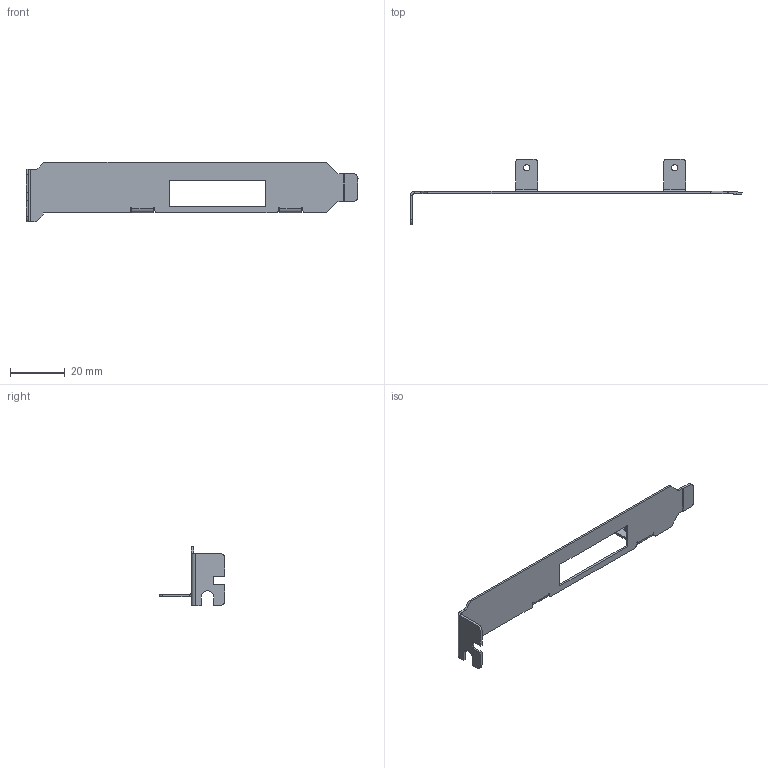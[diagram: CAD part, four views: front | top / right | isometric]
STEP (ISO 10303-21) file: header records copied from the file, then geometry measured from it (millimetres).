
FILE_DESCRIPTION(/* description */ (''),/* implementation_level */ '2;1');
FILE_NAME(/* name */ 'PCIexpress_Aux_bracket_full_adapter.step',/* time_stamp */ '2025-08-09T14:30:34-04:00',/* author */ ('Tony'),/* organization */ (''),/* preprocessor_version */ 'ST-DEVELOPER v19.2',/* originating_system */ 'Autodesk Inventor 2024',/* authorisation */ '');
FILE_SCHEMA (('AUTOMOTIVE_DESIGN { 1 0 10303 214 3 1 1 }'));
Length unit declared in the file: millimetre
Products named in the file (3): Assembly1; STD-PC-PCIe-BRACKET-LOW-ADAPTER; Default
Assembly tree (2 placements, depth 3):
  Assembly1
    STD-PC-PCIe-BRACKET-LOW-ADAPTER
      Default
Bounding box: 120.9 x 24 x 21.59 mm (x, y, z)
Volume: 1853.1 mm3; surface area: 4716.7 mm2
Topology: 1 solids, 1 shells, 88 faces, 226 edges, 140 vertices
Faces by surface type: plane 66, cylinder 22
Full cylindrical faces by diameter (mm): 2.261 x2
Entity records: 2745 total; most frequent: CARTESIAN_POINT 459, DIRECTION 456, ORIENTED_EDGE 452, EDGE_CURVE 226, LINE 182, VECTOR 182, VERTEX_POINT 140, AXIS2_PLACEMENT_3D 137
